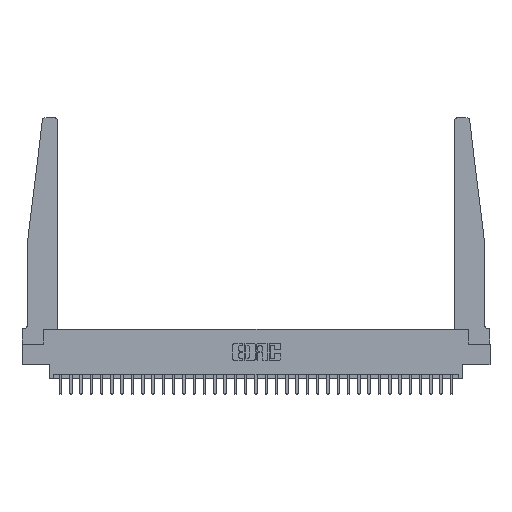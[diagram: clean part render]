
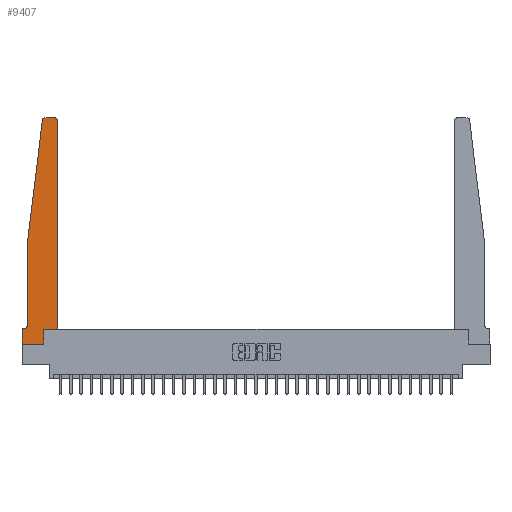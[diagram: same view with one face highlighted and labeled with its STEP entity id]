
A CAD part, top view. The second image highlights one B-rep face of the part: STEP entity #9407.
In plain terms, the highlighted planar face has unit normal (0, 0, 1).
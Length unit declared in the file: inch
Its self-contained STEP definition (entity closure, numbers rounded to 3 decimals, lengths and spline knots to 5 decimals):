
#979 = EDGE_CURVE ( 'NONE', #22697, #29342, #18893, .T. ) ;
#1077 = CIRCLE ( 'NONE', #22084, 0.03 ) ;
#1082 = CIRCLE ( 'NONE', #3369, 0.03 ) ;
#1740 = DIRECTION ( 'NONE',  ( 0., 1., 0. ) ) ;
#2408 = EDGE_CURVE ( 'NONE', #3209, #6231, #1082, .T. ) ;
#2576 = VERTEX_POINT ( 'NONE', #23468 ) ;
#2612 = CARTESIAN_POINT ( 'NONE',  ( 0.065, 1.25, 0.37 ) ) ;
#2968 = VECTOR ( 'NONE', #23083, 39.37008 ) ;
#3057 = EDGE_CURVE ( 'NONE', #26178, #22697, #22105, .T. ) ;
#3209 = VERTEX_POINT ( 'NONE', #4976 ) ;
#3369 = AXIS2_PLACEMENT_3D ( 'NONE', #27792, #13710, #30129 ) ;
#3441 = CARTESIAN_POINT ( 'NONE',  ( 0.2605, 0.18, 0.37 ) ) ;
#3977 = ORIENTED_EDGE ( 'NONE', *, *, #23890, .T. ) ;
#4128 = EDGE_LOOP ( 'NONE', ( #10487, #18991, #3977, #7093, #28511, #28224, #28061, #27377, #27026, #26804, #26286, #25906 ) ) ;
#4447 = CARTESIAN_POINT ( 'NONE',  ( 0.24675, 2.72367, 0.37 ) ) ;
#4976 = CARTESIAN_POINT ( 'NONE',  ( 0.27653, 2.75, 0.37 ) ) ;
#5097 = DIRECTION ( 'NONE',  ( -0.122, -0.992, 0. ) ) ;
#5306 = EDGE_CURVE ( 'NONE', #8654, #14905, #11343, .T. ) ;
#5454 = DIRECTION ( 'NONE',  ( -1., 0., 0. ) ) ;
#5617 = CARTESIAN_POINT ( 'NONE',  ( 0., 0., 0.37 ) ) ;
#5658 = CARTESIAN_POINT ( 'NONE',  ( 0.25, 2.75, 0.37 ) ) ;
#6231 = VERTEX_POINT ( 'NONE', #4447 ) ;
#6464 = CARTESIAN_POINT ( 'NONE',  ( 0.015, 0.1875, 0.37 ) ) ;
#7093 = ORIENTED_EDGE ( 'NONE', *, *, #5306, .T. ) ;
#7111 = CARTESIAN_POINT ( 'NONE',  ( 0., 0.1875, 0.37 ) ) ;
#7112 = LINE ( 'NONE', #9418, #18319 ) ;
#7323 = AXIS2_PLACEMENT_3D ( 'NONE', #12539, #29032, #14994 ) ;
#7335 = FACE_OUTER_BOUND ( 'NONE', #4128, .T. ) ;
#8619 = VERTEX_POINT ( 'NONE', #8867 ) ;
#8654 = VERTEX_POINT ( 'NONE', #13798 ) ;
#8867 = CARTESIAN_POINT ( 'NONE',  ( 0., 0., 0.37 ) ) ;
#9110 = VECTOR ( 'NONE', #23846, 39.37008 ) ;
#9407 = ADVANCED_FACE ( 'NONE', ( #7335 ), #16682, .T. ) ;
#9418 = CARTESIAN_POINT ( 'NONE',  ( 0., 0., 0.37 ) ) ;
#9516 = DIRECTION ( 'NONE',  ( 1., 0., 0. ) ) ;
#10214 = VECTOR ( 'NONE', #1740, 39.37008 ) ;
#10246 = EDGE_CURVE ( 'NONE', #30297, #3209, #16688, .T. ) ;
#10373 = DIRECTION ( 'NONE',  ( 0., 0., 1. ) ) ;
#10487 = ORIENTED_EDGE ( 'NONE', *, *, #10246, .T. ) ;
#11201 = EDGE_CURVE ( 'NONE', #29342, #26912, #22861, .T. ) ;
#11343 = LINE ( 'NONE', #24943, #23197 ) ;
#12009 = LINE ( 'NONE', #5617, #23867 ) ;
#12539 = CARTESIAN_POINT ( 'NONE',  ( 0.015, 0.2375, 0.37 ) ) ;
#12900 = EDGE_CURVE ( 'NONE', #14905, #22822, #28100, .T. ) ;
#13710 = DIRECTION ( 'NONE',  ( 0., 0., 1. ) ) ;
#13798 = CARTESIAN_POINT ( 'NONE',  ( 0.065, 1.25, 0.37 ) ) ;
#14738 = VECTOR ( 'NONE', #5097, 39.37008 ) ;
#14800 = EDGE_CURVE ( 'NONE', #22822, #2576, #15511, .T. ) ;
#14905 = VERTEX_POINT ( 'NONE', #28947 ) ;
#14994 = DIRECTION ( 'NONE',  ( -1., 0., 0. ) ) ;
#15511 = LINE ( 'NONE', #26193, #9110 ) ;
#15949 = VECTOR ( 'NONE', #5454, 39.37008 ) ;
#16062 = CARTESIAN_POINT ( 'NONE',  ( 0.425, 0.18, 0.37 ) ) ;
#16126 = CARTESIAN_POINT ( 'NONE',  ( 0.425, 0.18, 0.37 ) ) ;
#16286 = CARTESIAN_POINT ( 'NONE',  ( 0.2605, 0.18, 0.37 ) ) ;
#16682 = PLANE ( 'NONE',  #24377 ) ;
#16688 = LINE ( 'NONE', #5658, #15949 ) ;
#17064 = CARTESIAN_POINT ( 'NONE',  ( 0.395, 2.75, 0.37 ) ) ;
#18180 = VECTOR ( 'NONE', #30075, 39.37008 ) ;
#18319 = VECTOR ( 'NONE', #18979, 39.37008 ) ;
#18421 = CARTESIAN_POINT ( 'NONE',  ( 0.425, 2.72, 0.37 ) ) ;
#18893 = LINE ( 'NONE', #16062, #18180 ) ;
#18979 = DIRECTION ( 'NONE',  ( 1., 0., 0. ) ) ;
#18991 = ORIENTED_EDGE ( 'NONE', *, *, #2408, .T. ) ;
#19947 = DIRECTION ( 'NONE',  ( 0., -1., 0. ) ) ;
#20692 = CARTESIAN_POINT ( 'NONE',  ( 0.425, 0.18, 0.37 ) ) ;
#20991 = LINE ( 'NONE', #2612, #14738 ) ;
#22084 = AXIS2_PLACEMENT_3D ( 'NONE', #24575, #10373, #26916 ) ;
#22105 = LINE ( 'NONE', #16286, #10214 ) ;
#22697 = VERTEX_POINT ( 'NONE', #3441 ) ;
#22822 = VERTEX_POINT ( 'NONE', #6464 ) ;
#22861 = LINE ( 'NONE', #16126, #2968 ) ;
#23083 = DIRECTION ( 'NONE',  ( 0., 1., 0. ) ) ;
#23197 = VECTOR ( 'NONE', #27305, 39.37008 ) ;
#23468 = CARTESIAN_POINT ( 'NONE',  ( 0., 0.1875, 0.37 ) ) ;
#23736 = DIRECTION ( 'NONE',  ( 0., 0., 1. ) ) ;
#23846 = DIRECTION ( 'NONE',  ( -1., 0., 0. ) ) ;
#23867 = VECTOR ( 'NONE', #19947, 39.37008 ) ;
#23890 = EDGE_CURVE ( 'NONE', #6231, #8654, #20991, .T. ) ;
#24377 = AXIS2_PLACEMENT_3D ( 'NONE', #7111, #23736, #9516 ) ;
#24575 = CARTESIAN_POINT ( 'NONE',  ( 0.395, 2.72, 0.37 ) ) ;
#24943 = CARTESIAN_POINT ( 'NONE',  ( 0.065, 1.25, 0.37 ) ) ;
#25476 = EDGE_CURVE ( 'NONE', #26912, #30297, #1077, .T. ) ;
#25906 = ORIENTED_EDGE ( 'NONE', *, *, #25476, .T. ) ;
#26178 = VERTEX_POINT ( 'NONE', #29644 ) ;
#26193 = CARTESIAN_POINT ( 'NONE',  ( 0.065, 0.1875, 0.37 ) ) ;
#26286 = ORIENTED_EDGE ( 'NONE', *, *, #11201, .T. ) ;
#26804 = ORIENTED_EDGE ( 'NONE', *, *, #979, .T. ) ;
#26912 = VERTEX_POINT ( 'NONE', #18421 ) ;
#26916 = DIRECTION ( 'NONE',  ( 1., 0., 0. ) ) ;
#27026 = ORIENTED_EDGE ( 'NONE', *, *, #3057, .T. ) ;
#27245 = EDGE_CURVE ( 'NONE', #2576, #8619, #12009, .T. ) ;
#27305 = DIRECTION ( 'NONE',  ( 0., -1., 0. ) ) ;
#27377 = ORIENTED_EDGE ( 'NONE', *, *, #27665, .T. ) ;
#27665 = EDGE_CURVE ( 'NONE', #8619, #26178, #7112, .T. ) ;
#27792 = CARTESIAN_POINT ( 'NONE',  ( 0.27653, 2.72, 0.37 ) ) ;
#28061 = ORIENTED_EDGE ( 'NONE', *, *, #27245, .T. ) ;
#28100 = CIRCLE ( 'NONE', #7323, 0.05 ) ;
#28224 = ORIENTED_EDGE ( 'NONE', *, *, #14800, .T. ) ;
#28511 = ORIENTED_EDGE ( 'NONE', *, *, #12900, .T. ) ;
#28947 = CARTESIAN_POINT ( 'NONE',  ( 0.065, 0.2375, 0.37 ) ) ;
#29032 = DIRECTION ( 'NONE',  ( 0., 0., -1. ) ) ;
#29342 = VERTEX_POINT ( 'NONE', #20692 ) ;
#29644 = CARTESIAN_POINT ( 'NONE',  ( 0.2605, 0., 0.37 ) ) ;
#30075 = DIRECTION ( 'NONE',  ( 1., 0., 0. ) ) ;
#30129 = DIRECTION ( 'NONE',  ( 1., 0., 0. ) ) ;
#30297 = VERTEX_POINT ( 'NONE', #17064 ) ;
